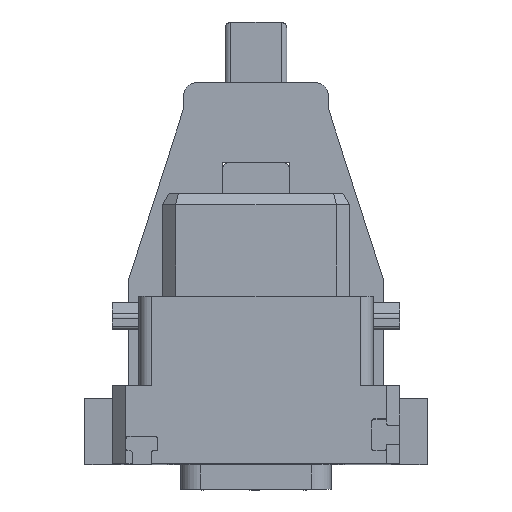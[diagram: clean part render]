
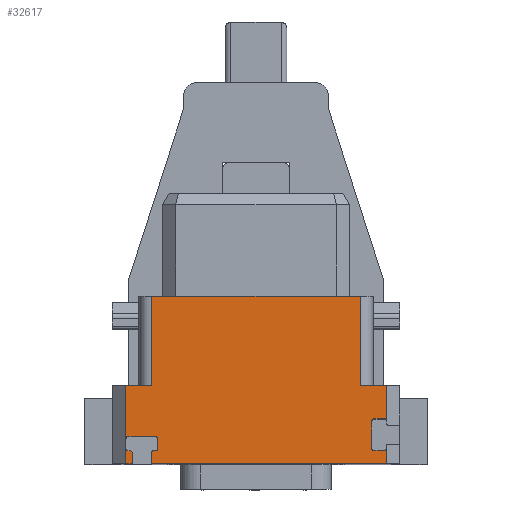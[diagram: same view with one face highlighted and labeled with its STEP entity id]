
A CAD part, top view. The second image highlights one B-rep face of the part: STEP entity #32617.
In plain terms, the highlighted planar face has unit normal (0, 0, 1).
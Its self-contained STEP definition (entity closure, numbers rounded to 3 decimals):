
#284=DIRECTION('',(-1.,0.,0.));
#285=VECTOR('',#284,15.8);
#286=CARTESIAN_POINT('',(7.9,9.8,9.9));
#287=LINE('',#286,#285);
#503=CARTESIAN_POINT('',(9.75,0.325,9.9));
#504=DIRECTION('',(0.,0.,1.));
#505=DIRECTION('',(1.,0.,0.));
#506=AXIS2_PLACEMENT_3D('',#503,#504,#505);
#508=DIRECTION('',(-1.,0.,0.));
#509=VECTOR('',#508,0.8);
#510=CARTESIAN_POINT('',(9.75,0.475,9.9));
#511=LINE('',#510,#509);
#512=CARTESIAN_POINT('',(8.95,0.325,9.9));
#513=DIRECTION('',(0.,0.,1.));
#514=DIRECTION('',(0.,1.,0.));
#515=AXIS2_PLACEMENT_3D('',#512,#513,#514);
#517=DIRECTION('',(0.,-1.,0.));
#518=VECTOR('',#517,2.1);
#519=CARTESIAN_POINT('',(8.8,0.325,9.9));
#520=LINE('',#519,#518);
#521=CARTESIAN_POINT('',(8.95,-1.775,9.9));
#522=DIRECTION('',(0.,0.,1.));
#523=DIRECTION('',(-1.,0.,0.));
#524=AXIS2_PLACEMENT_3D('',#521,#522,#523);
#526=DIRECTION('',(1.,0.,0.));
#527=VECTOR('',#526,0.8);
#528=CARTESIAN_POINT('',(8.95,-1.925,9.9));
#529=LINE('',#528,#527);
#530=CARTESIAN_POINT('',(9.75,-1.775,9.9));
#531=DIRECTION('',(0.,0.,1.));
#532=DIRECTION('',(0.,-1.,0.));
#533=AXIS2_PLACEMENT_3D('',#530,#531,#532);
#535=DIRECTION('',(0.,1.,0.));
#536=VECTOR('',#535,1.175);
#537=CARTESIAN_POINT('',(9.9,-2.95,9.9));
#538=LINE('',#537,#536);
#539=DIRECTION('',(0.,1.,0.));
#540=VECTOR('',#539,0.85);
#541=CARTESIAN_POINT('',(-7.95,-2.95,9.9));
#542=LINE('',#541,#540);
#543=CARTESIAN_POINT('',(-7.8,-2.1,9.9));
#544=DIRECTION('',(0.,0.,1.));
#545=DIRECTION('',(0.,1.,0.));
#546=AXIS2_PLACEMENT_3D('',#543,#544,#545);
#548=DIRECTION('',(1.,0.,0.));
#549=VECTOR('',#548,0.175);
#550=CARTESIAN_POINT('',(-7.8,-1.95,9.9));
#551=LINE('',#550,#549);
#552=CARTESIAN_POINT('',(-7.625,-1.8,9.9));
#553=DIRECTION('',(0.,0.,1.));
#554=DIRECTION('',(0.,-1.,0.));
#555=AXIS2_PLACEMENT_3D('',#552,#553,#554);
#557=DIRECTION('',(0.,1.,0.));
#558=VECTOR('',#557,0.8);
#559=CARTESIAN_POINT('',(-7.475,-1.8,9.9));
#560=LINE('',#559,#558);
#561=CARTESIAN_POINT('',(-7.625,-1.,9.9));
#562=DIRECTION('',(0.,0.,1.));
#563=DIRECTION('',(1.,0.,0.));
#564=AXIS2_PLACEMENT_3D('',#561,#562,#563);
#566=DIRECTION('',(-1.,0.,0.));
#567=VECTOR('',#566,2.1);
#568=CARTESIAN_POINT('',(-7.625,-0.85,9.9));
#569=LINE('',#568,#567);
#570=CARTESIAN_POINT('',(-9.725,-1.,9.9));
#571=DIRECTION('',(0.,0.,1.));
#572=DIRECTION('',(0.,1.,0.));
#573=AXIS2_PLACEMENT_3D('',#570,#571,#572);
#575=DIRECTION('',(0.,-1.,0.));
#576=VECTOR('',#575,0.8);
#577=CARTESIAN_POINT('',(-9.875,-1.,9.9));
#578=LINE('',#577,#576);
#579=CARTESIAN_POINT('',(-9.725,-1.8,9.9));
#580=DIRECTION('',(0.,0.,1.));
#581=DIRECTION('',(-1.,0.,0.));
#582=AXIS2_PLACEMENT_3D('',#579,#580,#581);
#584=DIRECTION('',(1.,0.,0.));
#585=VECTOR('',#584,0.175);
#586=CARTESIAN_POINT('',(-9.725,-1.95,9.9));
#587=LINE('',#586,#585);
#588=CARTESIAN_POINT('',(-9.55,-2.1,9.9));
#589=DIRECTION('',(0.,0.,1.));
#590=DIRECTION('',(1.,0.,0.));
#591=AXIS2_PLACEMENT_3D('',#588,#589,#590);
#593=DIRECTION('',(0.,1.,0.));
#594=VECTOR('',#593,0.85);
#595=CARTESIAN_POINT('',(-9.4,-2.95,9.9));
#596=LINE('',#595,#594);
#597=DIRECTION('',(0.,-1.,0.));
#598=VECTOR('',#597,5.95);
#599=CARTESIAN_POINT('',(-9.9,3.,9.9));
#600=LINE('',#599,#598);
#601=DIRECTION('',(0.,-1.,0.));
#602=VECTOR('',#601,6.8);
#603=CARTESIAN_POINT('',(-7.9,9.8,9.9));
#604=LINE('',#603,#602);
#605=DIRECTION('',(0.,1.,0.));
#606=VECTOR('',#605,6.8);
#607=CARTESIAN_POINT('',(7.9,3.,9.9));
#608=LINE('',#607,#606);
#609=DIRECTION('',(0.,1.,0.));
#610=VECTOR('',#609,2.675);
#611=CARTESIAN_POINT('',(9.9,0.325,9.9));
#612=LINE('',#611,#610);
#629=DIRECTION('',(-1.,0.,0.));
#630=VECTOR('',#629,2.);
#631=CARTESIAN_POINT('',(9.9,3.,9.9));
#632=LINE('',#631,#630);
#821=DIRECTION('',(1.,0.,0.));
#822=VECTOR('',#821,0.5);
#823=CARTESIAN_POINT('',(-9.9,-2.95,9.9));
#824=LINE('',#823,#822);
#837=DIRECTION('',(1.,0.,0.));
#838=VECTOR('',#837,17.85);
#839=CARTESIAN_POINT('',(-7.95,-2.95,9.9));
#840=LINE('',#839,#838);
#4689=DIRECTION('',(-1.,0.,0.));
#4690=VECTOR('',#4689,2.);
#4691=CARTESIAN_POINT('',(-7.9,3.,9.9));
#4692=LINE('',#4691,#4690);
#26276=CARTESIAN_POINT('',(-7.95,-2.95,9.9));
#26277=VERTEX_POINT('',#26276);
#26278=CARTESIAN_POINT('',(-9.4,-2.95,9.9));
#26279=VERTEX_POINT('',#26278);
#26280=CARTESIAN_POINT('',(9.9,0.325,9.9));
#26281=CARTESIAN_POINT('',(9.75,0.475,9.9));
#26282=VERTEX_POINT('',#26280);
#26283=VERTEX_POINT('',#26281);
#26284=CARTESIAN_POINT('',(8.95,0.475,9.9));
#26285=VERTEX_POINT('',#26284);
#26286=CARTESIAN_POINT('',(8.8,0.325,9.9));
#26287=VERTEX_POINT('',#26286);
#26288=CARTESIAN_POINT('',(8.8,-1.775,9.9));
#26289=VERTEX_POINT('',#26288);
#26290=CARTESIAN_POINT('',(8.95,-1.925,9.9));
#26291=VERTEX_POINT('',#26290);
#26292=CARTESIAN_POINT('',(9.75,-1.925,9.9));
#26293=VERTEX_POINT('',#26292);
#26294=CARTESIAN_POINT('',(9.9,-1.775,9.9));
#26295=VERTEX_POINT('',#26294);
#26296=CARTESIAN_POINT('',(-7.95,-2.1,9.9));
#26297=VERTEX_POINT('',#26296);
#26298=CARTESIAN_POINT('',(-7.8,-1.95,9.9));
#26299=VERTEX_POINT('',#26298);
#26300=CARTESIAN_POINT('',(-7.625,-1.95,9.9));
#26301=VERTEX_POINT('',#26300);
#26302=CARTESIAN_POINT('',(-7.475,-1.8,9.9));
#26303=VERTEX_POINT('',#26302);
#26304=CARTESIAN_POINT('',(-7.475,-1.,9.9));
#26305=VERTEX_POINT('',#26304);
#26306=CARTESIAN_POINT('',(-7.625,-0.85,9.9));
#26307=VERTEX_POINT('',#26306);
#26308=CARTESIAN_POINT('',(-9.725,-0.85,9.9));
#26309=VERTEX_POINT('',#26308);
#26310=CARTESIAN_POINT('',(-9.875,-1.,9.9));
#26311=VERTEX_POINT('',#26310);
#26312=CARTESIAN_POINT('',(-9.875,-1.8,9.9));
#26313=VERTEX_POINT('',#26312);
#26314=CARTESIAN_POINT('',(-9.725,-1.95,9.9));
#26315=VERTEX_POINT('',#26314);
#26316=CARTESIAN_POINT('',(-9.55,-1.95,9.9));
#26317=VERTEX_POINT('',#26316);
#26318=CARTESIAN_POINT('',(-9.4,-2.1,9.9));
#26319=VERTEX_POINT('',#26318);
#26324=CARTESIAN_POINT('',(7.9,9.8,9.9));
#26326=VERTEX_POINT('',#26324);
#26330=CARTESIAN_POINT('',(7.9,3.,9.9));
#26331=VERTEX_POINT('',#26330);
#26336=CARTESIAN_POINT('',(-7.9,9.8,9.9));
#26337=VERTEX_POINT('',#26336);
#26338=CARTESIAN_POINT('',(-7.9,3.,9.9));
#26339=VERTEX_POINT('',#26338);
#26344=CARTESIAN_POINT('',(9.9,3.,9.9));
#26346=VERTEX_POINT('',#26344);
#26359=CARTESIAN_POINT('',(9.9,-2.95,9.9));
#26360=VERTEX_POINT('',#26359);
#26361=CARTESIAN_POINT('',(-9.9,-2.95,9.9));
#26363=VERTEX_POINT('',#26361);
#26367=CARTESIAN_POINT('',(-9.9,3.,9.9));
#26368=VERTEX_POINT('',#26367);
#32553=CARTESIAN_POINT('',(10.9,9.8,9.9));
#32554=DIRECTION('',(0.,0.,1.));
#32555=DIRECTION('',(-1.,0.,0.));
#32556=AXIS2_PLACEMENT_3D('',#32553,#32554,#32555);
#32557=PLANE('',#32556);
#32559=ORIENTED_EDGE('',*,*,#32558,.T.);
#32561=ORIENTED_EDGE('',*,*,#32560,.T.);
#32563=ORIENTED_EDGE('',*,*,#32562,.T.);
#32565=ORIENTED_EDGE('',*,*,#32564,.T.);
#32567=ORIENTED_EDGE('',*,*,#32566,.T.);
#32569=ORIENTED_EDGE('',*,*,#32568,.T.);
#32571=ORIENTED_EDGE('',*,*,#32570,.T.);
#32573=ORIENTED_EDGE('',*,*,#32572,.F.);
#32575=ORIENTED_EDGE('',*,*,#32574,.F.);
#32577=ORIENTED_EDGE('',*,*,#32576,.T.);
#32579=ORIENTED_EDGE('',*,*,#32578,.F.);
#32581=ORIENTED_EDGE('',*,*,#32580,.T.);
#32583=ORIENTED_EDGE('',*,*,#32582,.T.);
#32585=ORIENTED_EDGE('',*,*,#32584,.T.);
#32587=ORIENTED_EDGE('',*,*,#32586,.T.);
#32589=ORIENTED_EDGE('',*,*,#32588,.T.);
#32591=ORIENTED_EDGE('',*,*,#32590,.T.);
#32593=ORIENTED_EDGE('',*,*,#32592,.T.);
#32595=ORIENTED_EDGE('',*,*,#32594,.T.);
#32597=ORIENTED_EDGE('',*,*,#32596,.T.);
#32599=ORIENTED_EDGE('',*,*,#32598,.F.);
#32601=ORIENTED_EDGE('',*,*,#32600,.F.);
#32603=ORIENTED_EDGE('',*,*,#32602,.F.);
#32605=ORIENTED_EDGE('',*,*,#32604,.F.);
#32607=ORIENTED_EDGE('',*,*,#32606,.F.);
#32608=ORIENTED_EDGE('',*,*,#32546,.F.);
#32609=ORIENTED_EDGE('',*,*,#32291,.F.);
#32610=ORIENTED_EDGE('',*,*,#32332,.F.);
#32612=ORIENTED_EDGE('',*,*,#32611,.F.);
#32614=ORIENTED_EDGE('',*,*,#32613,.F.);
#32615=EDGE_LOOP('',(#32559,#32561,#32563,#32565,#32567,#32569,#32571,#32573,
#32575,#32577,#32579,#32581,#32583,#32585,#32587,#32589,#32591,#32593,#32595,
#32597,#32599,#32601,#32603,#32605,#32607,#32608,#32609,#32610,#32612,#32614));
#32616=FACE_OUTER_BOUND('',#32615,.F.);
#32617=ADVANCED_FACE('',(#32616),#32557,.T.);
#507=CIRCLE('',#506,0.15);
#516=CIRCLE('',#515,0.15);
#525=CIRCLE('',#524,0.15);
#534=CIRCLE('',#533,0.15);
#547=CIRCLE('',#546,0.15);
#556=CIRCLE('',#555,0.15);
#565=CIRCLE('',#564,0.15);
#574=CIRCLE('',#573,0.15);
#583=CIRCLE('',#582,0.15);
#592=CIRCLE('',#591,0.15);
#32291=EDGE_CURVE('',#26326,#26337,#287,.T.);
#32332=EDGE_CURVE('',#26331,#26326,#608,.T.);
#32546=EDGE_CURVE('',#26337,#26339,#604,.T.);
#32558=EDGE_CURVE('',#26282,#26283,#507,.T.);
#32560=EDGE_CURVE('',#26283,#26285,#511,.T.);
#32562=EDGE_CURVE('',#26285,#26287,#516,.T.);
#32564=EDGE_CURVE('',#26287,#26289,#520,.T.);
#32566=EDGE_CURVE('',#26289,#26291,#525,.T.);
#32568=EDGE_CURVE('',#26291,#26293,#529,.T.);
#32570=EDGE_CURVE('',#26293,#26295,#534,.T.);
#32572=EDGE_CURVE('',#26360,#26295,#538,.T.);
#32574=EDGE_CURVE('',#26277,#26360,#840,.T.);
#32576=EDGE_CURVE('',#26277,#26297,#542,.T.);
#32578=EDGE_CURVE('',#26299,#26297,#547,.T.);
#32580=EDGE_CURVE('',#26299,#26301,#551,.T.);
#32582=EDGE_CURVE('',#26301,#26303,#556,.T.);
#32584=EDGE_CURVE('',#26303,#26305,#560,.T.);
#32586=EDGE_CURVE('',#26305,#26307,#565,.T.);
#32588=EDGE_CURVE('',#26307,#26309,#569,.T.);
#32590=EDGE_CURVE('',#26309,#26311,#574,.T.);
#32592=EDGE_CURVE('',#26311,#26313,#578,.T.);
#32594=EDGE_CURVE('',#26313,#26315,#583,.T.);
#32596=EDGE_CURVE('',#26315,#26317,#587,.T.);
#32598=EDGE_CURVE('',#26319,#26317,#592,.T.);
#32600=EDGE_CURVE('',#26279,#26319,#596,.T.);
#32602=EDGE_CURVE('',#26363,#26279,#824,.T.);
#32604=EDGE_CURVE('',#26368,#26363,#600,.T.);
#32606=EDGE_CURVE('',#26339,#26368,#4692,.T.);
#32611=EDGE_CURVE('',#26346,#26331,#632,.T.);
#32613=EDGE_CURVE('',#26282,#26346,#612,.T.);
